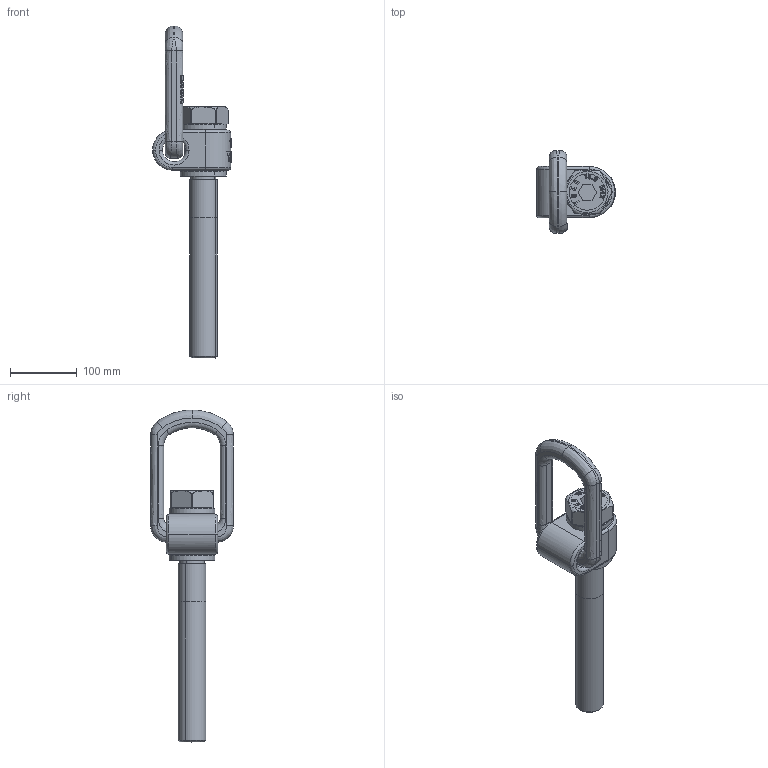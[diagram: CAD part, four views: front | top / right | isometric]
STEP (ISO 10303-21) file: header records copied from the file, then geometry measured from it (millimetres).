
FILE_DESCRIPTION(('CATIA V5 STEP Exchange'),'2;1');
FILE_NAME('8-211-100-350L.stp','2015-07-09T10:56:38+00:00',('none'),('none'),'CATIA Version 5 Release 21 GA (IN-10)','CATIA V5 STEP AP203','none');
FILE_SCHEMA(('CONFIG_CONTROL_DESIGN'));
Length unit declared in the file: millimetre
Products named in the file (1): 8-211-100
Assembly tree (4 placements, depth 2):
  8-211-100
    #58
    #14683
    #27200
    #27865
Bounding box: 117.79 x 124 x 497.58 mm (x, y, z)
Volume: 1199585 mm3; surface area: 179254.2 mm2
Topology: 4 solids, 4 shells, 1096 faces, 3099 edges, 2042 vertices
Faces by surface type: plane 951, cylinder 56, bspline 46, torus 23, cone 20
Entity records: 42632 total; most frequent: CARTESIAN_POINT 16697, ORIENTED_EDGE 6198, DIRECTION 3989, EDGE_CURVE 3099, VERTEX_POINT 2042, VECTOR 1872, LINE 1872, AXIS2_PLACEMENT_3D 1149
